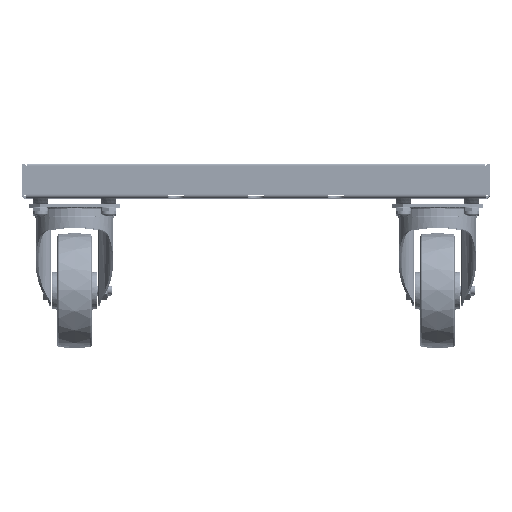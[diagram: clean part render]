
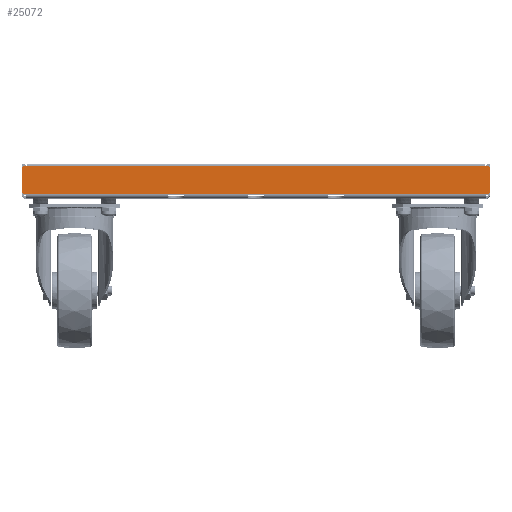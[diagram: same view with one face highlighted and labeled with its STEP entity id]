
A CAD part, top view. The second image highlights one B-rep face of the part: STEP entity #25072.
In plain terms, the highlighted planar face has unit normal (0, 0, 1).
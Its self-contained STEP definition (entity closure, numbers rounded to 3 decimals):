
#3393=PLANE('',#26419);
#3841=FACE_OUTER_BOUND('',#4975,.T.);
#4975=EDGE_LOOP('',(#18289,#18290,#18291,#18292,#18293,#18294,#18295,#18296,
#18297,#18298,#18299,#18300,#18301,#18302,#18303,#18304,#18305,#18306,#18307,
#18308,#18309,#18310));
#6352=LINE('',#35313,#7617);
#6501=LINE('',#35602,#7766);
#6504=LINE('',#35608,#7769);
#6507=LINE('',#35614,#7772);
#6510=LINE('',#35620,#7775);
#6513=LINE('',#35626,#7778);
#6516=LINE('',#35632,#7781);
#6519=LINE('',#35638,#7784);
#6522=LINE('',#35644,#7787);
#6525=LINE('',#35650,#7790);
#6530=LINE('',#35659,#7795);
#6533=LINE('',#35665,#7798);
#6535=LINE('',#35670,#7800);
#6537=LINE('',#35673,#7802);
#6538=LINE('',#35675,#7803);
#6539=LINE('',#35677,#7804);
#6540=LINE('',#35679,#7805);
#6541=LINE('',#35681,#7806);
#6542=LINE('',#35683,#7807);
#6543=LINE('',#35685,#7808);
#6544=LINE('',#35687,#7809);
#6545=LINE('',#35688,#7810);
#7617=VECTOR('',#29123,1000.);
#7766=VECTOR('',#29354,1000.);
#7769=VECTOR('',#29359,1000.);
#7772=VECTOR('',#29364,1000.);
#7775=VECTOR('',#29369,1000.);
#7778=VECTOR('',#29374,1000.);
#7781=VECTOR('',#29379,1000.);
#7784=VECTOR('',#29384,1000.);
#7787=VECTOR('',#29389,1000.);
#7790=VECTOR('',#29394,1000.);
#7795=VECTOR('',#29401,1000.);
#7798=VECTOR('',#29406,1000.);
#7800=VECTOR('',#29410,1000.);
#7802=VECTOR('',#29414,1000.);
#7803=VECTOR('',#29415,1000.);
#7804=VECTOR('',#29416,1000.);
#7805=VECTOR('',#29417,1000.);
#7806=VECTOR('',#29418,1000.);
#7807=VECTOR('',#29419,1000.);
#7808=VECTOR('',#29420,1000.);
#7809=VECTOR('',#29421,1000.);
#7810=VECTOR('',#29422,1000.);
#10178=VERTEX_POINT('',#35310);
#10179=VERTEX_POINT('',#35312);
#10277=VERTEX_POINT('',#35599);
#10278=VERTEX_POINT('',#35601);
#10280=VERTEX_POINT('',#35607);
#10282=VERTEX_POINT('',#35613);
#10284=VERTEX_POINT('',#35619);
#10286=VERTEX_POINT('',#35625);
#10288=VERTEX_POINT('',#35631);
#10290=VERTEX_POINT('',#35637);
#10292=VERTEX_POINT('',#35643);
#10294=VERTEX_POINT('',#35649);
#10297=VERTEX_POINT('',#35657);
#10299=VERTEX_POINT('',#35663);
#10300=VERTEX_POINT('',#35667);
#10302=VERTEX_POINT('',#35674);
#10303=VERTEX_POINT('',#35676);
#10304=VERTEX_POINT('',#35678);
#10305=VERTEX_POINT('',#35680);
#10306=VERTEX_POINT('',#35682);
#10307=VERTEX_POINT('',#35684);
#10308=VERTEX_POINT('',#35686);
#13704=EDGE_CURVE('',#10179,#10178,#6352,.T.);
#13853=EDGE_CURVE('',#10277,#10278,#6501,.T.);
#13856=EDGE_CURVE('',#10280,#10278,#6504,.T.);
#13859=EDGE_CURVE('',#10280,#10282,#6507,.T.);
#13862=EDGE_CURVE('',#10282,#10284,#6510,.T.);
#13865=EDGE_CURVE('',#10179,#10286,#6513,.T.);
#13868=EDGE_CURVE('',#10288,#10286,#6516,.T.);
#13871=EDGE_CURVE('',#10290,#10288,#6519,.T.);
#13874=EDGE_CURVE('',#10292,#10290,#6522,.T.);
#13877=EDGE_CURVE('',#10294,#10292,#6525,.T.);
#13882=EDGE_CURVE('',#10277,#10297,#6530,.T.);
#13885=EDGE_CURVE('',#10297,#10299,#6533,.T.);
#13887=EDGE_CURVE('',#10299,#10300,#6535,.T.);
#13889=EDGE_CURVE('',#10178,#10284,#6537,.T.);
#13890=EDGE_CURVE('',#10300,#10302,#6538,.T.);
#13891=EDGE_CURVE('',#10303,#10302,#6539,.T.);
#13892=EDGE_CURVE('',#10303,#10304,#6540,.T.);
#13893=EDGE_CURVE('',#10305,#10304,#6541,.T.);
#13894=EDGE_CURVE('',#10305,#10306,#6542,.T.);
#13895=EDGE_CURVE('',#10307,#10306,#6543,.T.);
#13896=EDGE_CURVE('',#10307,#10308,#6544,.T.);
#13897=EDGE_CURVE('',#10308,#10294,#6545,.T.);
#18289=ORIENTED_EDGE('',*,*,#13704,.T.);
#18290=ORIENTED_EDGE('',*,*,#13889,.T.);
#18291=ORIENTED_EDGE('',*,*,#13862,.F.);
#18292=ORIENTED_EDGE('',*,*,#13859,.F.);
#18293=ORIENTED_EDGE('',*,*,#13856,.T.);
#18294=ORIENTED_EDGE('',*,*,#13853,.F.);
#18295=ORIENTED_EDGE('',*,*,#13882,.T.);
#18296=ORIENTED_EDGE('',*,*,#13885,.T.);
#18297=ORIENTED_EDGE('',*,*,#13887,.T.);
#18298=ORIENTED_EDGE('',*,*,#13890,.T.);
#18299=ORIENTED_EDGE('',*,*,#13891,.F.);
#18300=ORIENTED_EDGE('',*,*,#13892,.T.);
#18301=ORIENTED_EDGE('',*,*,#13893,.F.);
#18302=ORIENTED_EDGE('',*,*,#13894,.T.);
#18303=ORIENTED_EDGE('',*,*,#13895,.F.);
#18304=ORIENTED_EDGE('',*,*,#13896,.T.);
#18305=ORIENTED_EDGE('',*,*,#13897,.T.);
#18306=ORIENTED_EDGE('',*,*,#13877,.T.);
#18307=ORIENTED_EDGE('',*,*,#13874,.T.);
#18308=ORIENTED_EDGE('',*,*,#13871,.T.);
#18309=ORIENTED_EDGE('',*,*,#13868,.T.);
#18310=ORIENTED_EDGE('',*,*,#13865,.F.);
#25072=ADVANCED_FACE('',(#3841),#3393,.F.);
#26419=AXIS2_PLACEMENT_3D('',#35672,#29412,#29413);
#29123=DIRECTION('',(0.,1.,0.));
#29354=DIRECTION('',(0.,1.,0.));
#29359=DIRECTION('',(-0.707,-0.707,0.));
#29364=DIRECTION('',(1.,0.,0.));
#29369=DIRECTION('',(0.,1.,0.));
#29374=DIRECTION('',(1.,0.,0.));
#29379=DIRECTION('',(-0.707,0.707,0.));
#29384=DIRECTION('',(0.,1.,0.));
#29389=DIRECTION('',(0.707,0.707,0.));
#29394=DIRECTION('',(1.,0.,0.));
#29401=DIRECTION('',(0.707,-0.707,0.));
#29406=DIRECTION('',(1.,0.,0.));
#29410=DIRECTION('',(0.,-1.,0.));
#29412=DIRECTION('center_axis',(0.,0.,-1.));
#29413=DIRECTION('ref_axis',(-1.,0.,0.));
#29414=DIRECTION('',(-1.,0.,0.));
#29415=DIRECTION('',(1.,0.,0.));
#29416=DIRECTION('',(-1.,0.,0.));
#29417=DIRECTION('',(1.,0.,0.));
#29418=DIRECTION('',(-1.,0.,0.));
#29419=DIRECTION('',(1.,0.,0.));
#29420=DIRECTION('',(-1.,0.,0.));
#29421=DIRECTION('',(1.,0.,0.));
#29422=DIRECTION('',(0.,1.,0.));
#35310=CARTESIAN_POINT('',(200.429,28.25,305.));
#35312=CARTESIAN_POINT('',(200.429,28.15,305.));
#35313=CARTESIAN_POINT('',(200.429,28.15,305.));
#35599=CARTESIAN_POINT('',(-204.929,4.59,305.));
#35601=CARTESIAN_POINT('',(-204.929,27.15,305.));
#35602=CARTESIAN_POINT('',(-204.929,3.59,305.));
#35607=CARTESIAN_POINT('',(-203.929,28.15,305.));
#35608=CARTESIAN_POINT('',(-203.929,28.15,305.));
#35613=CARTESIAN_POINT('',(-200.429,28.15,305.));
#35614=CARTESIAN_POINT('',(-203.429,28.15,305.));
#35619=CARTESIAN_POINT('',(-200.429,28.25,305.));
#35620=CARTESIAN_POINT('',(-200.429,28.15,305.));
#35625=CARTESIAN_POINT('',(203.929,28.15,305.));
#35626=CARTESIAN_POINT('',(203.429,28.15,305.));
#35631=CARTESIAN_POINT('',(204.929,27.15,305.));
#35632=CARTESIAN_POINT('',(203.929,28.15,305.));
#35637=CARTESIAN_POINT('',(204.929,4.59,305.));
#35638=CARTESIAN_POINT('',(204.929,3.59,305.));
#35643=CARTESIAN_POINT('',(204.191,3.852,305.));
#35644=CARTESIAN_POINT('',(204.929,4.59,305.));
#35649=CARTESIAN_POINT('',(201.152,3.852,305.));
#35650=CARTESIAN_POINT('',(-205.,3.852,305.));
#35657=CARTESIAN_POINT('',(-204.191,3.852,305.));
#35659=CARTESIAN_POINT('',(-204.929,4.59,305.));
#35663=CARTESIAN_POINT('',(-201.152,3.852,305.));
#35665=CARTESIAN_POINT('',(-205.,3.852,305.));
#35667=CARTESIAN_POINT('',(-201.152,3.4,305.));
#35670=CARTESIAN_POINT('',(-201.152,30.,305.));
#35672=CARTESIAN_POINT('Origin',(-205.,30.,305.));
#35673=CARTESIAN_POINT('',(200.429,28.25,305.));
#35674=CARTESIAN_POINT('',(-77.,3.4,305.));
#35675=CARTESIAN_POINT('',(-201.402,3.4,305.));
#35676=CARTESIAN_POINT('',(-63.,3.4,305.));
#35677=CARTESIAN_POINT('',(-77.,3.4,305.));
#35678=CARTESIAN_POINT('',(-7.,3.4,305.));
#35679=CARTESIAN_POINT('',(-63.,3.4,305.));
#35680=CARTESIAN_POINT('',(7.,3.4,305.));
#35681=CARTESIAN_POINT('',(-7.,3.4,305.));
#35682=CARTESIAN_POINT('',(63.,3.4,305.));
#35683=CARTESIAN_POINT('',(7.,3.4,305.));
#35684=CARTESIAN_POINT('',(77.,3.4,305.));
#35685=CARTESIAN_POINT('',(77.,3.4,305.));
#35686=CARTESIAN_POINT('',(201.152,3.4,305.));
#35687=CARTESIAN_POINT('',(77.,3.4,305.));
#35688=CARTESIAN_POINT('',(201.152,30.,305.));
